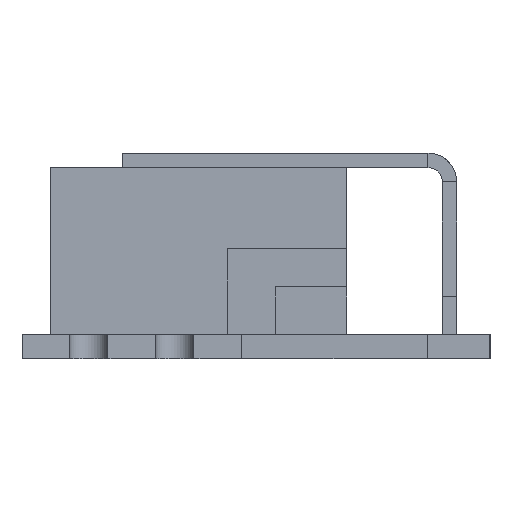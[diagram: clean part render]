
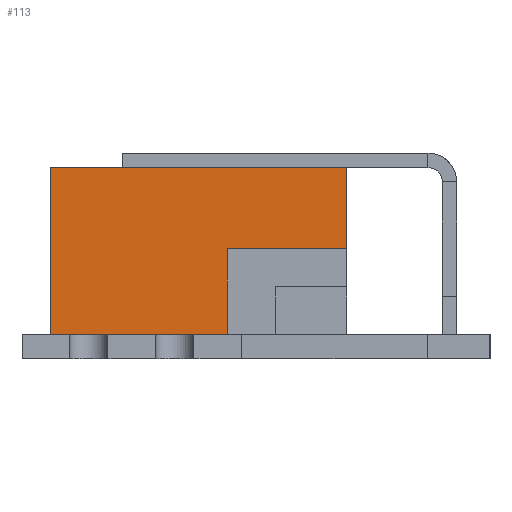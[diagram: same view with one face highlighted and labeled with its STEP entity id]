
A CAD part, left-side view. The second image highlights one B-rep face of the part: STEP entity #113.
In plain terms, the highlighted planar face has unit normal (-1, 0, 0).
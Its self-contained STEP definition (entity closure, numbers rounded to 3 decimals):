
#113=ADVANCED_FACE('',(#5178),#5180,.F.);
#5178=FACE_BOUND('',#5179,.T.);
#5179=EDGE_LOOP('',(#11944,#11945,#11946,#11947,#11948,#11949));
#5180=PLANE('',#5181);
#5181=AXIS2_PLACEMENT_3D('',#5182,#5183,#5184);
#5182=CARTESIAN_POINT('',(-6.9,-3.1,1.75));
#5183=DIRECTION('',(1.,0.,0.));
#5184=DIRECTION('',(0.,0.,-1.));
#11944=ORIENTED_EDGE('',*,*,#15040,.F.);
#11945=ORIENTED_EDGE('',*,*,#15041,.F.);
#11946=ORIENTED_EDGE('',*,*,#15042,.T.);
#11947=ORIENTED_EDGE('',*,*,#15043,.T.);
#11948=ORIENTED_EDGE('',*,*,#15044,.F.);
#11949=ORIENTED_EDGE('',*,*,#15045,.F.);
#15040=EDGE_CURVE('',#16602,#16603,#16604,.T.);
#15041=EDGE_CURVE('',#16605,#16602,#16606,.T.);
#15042=EDGE_CURVE('',#16605,#16607,#16608,.T.);
#15043=EDGE_CURVE('',#16607,#16609,#16610,.T.);
#15044=EDGE_CURVE('',#16611,#16609,#16612,.T.);
#15045=EDGE_CURVE('',#16603,#16611,#16613,.T.);
#16602=VERTEX_POINT('',#19208);
#16603=VERTEX_POINT('',#19209);
#16604=LINE('',#19210,#19211);
#16605=VERTEX_POINT('',#19213);
#16606=LINE('',#19214,#19215);
#16607=VERTEX_POINT('',#19217);
#16608=LINE('',#19218,#19219);
#16609=VERTEX_POINT('',#19221);
#16610=LINE('',#19222,#19223);
#16611=VERTEX_POINT('',#19225);
#16612=LINE('',#19226,#19227);
#16613=LINE('',#19229,#19230);
#19208=CARTESIAN_POINT('',(-6.9,-3.1,1.75));
#19209=CARTESIAN_POINT('',(-6.9,-3.1,0.05));
#19210=CARTESIAN_POINT('',(-6.9,-3.1,1.75));
#19211=VECTOR('',#19212,1.);
#19212=DIRECTION('',(0.,0.,-1.));
#19213=CARTESIAN_POINT('',(-6.9,3.1,1.75));
#19214=CARTESIAN_POINT('',(-6.9,3.1,1.75));
#19215=VECTOR('',#19216,1.);
#19216=DIRECTION('',(0.,-1.,0.));
#19217=CARTESIAN_POINT('',(-6.9,3.1,-1.75));
#19218=CARTESIAN_POINT('',(-6.9,3.1,1.75));
#19219=VECTOR('',#19220,1.);
#19220=DIRECTION('',(0.,0.,-1.));
#19221=CARTESIAN_POINT('',(-6.9,-0.6,-1.75));
#19222=CARTESIAN_POINT('',(-6.9,3.1,-1.75));
#19223=VECTOR('',#19224,1.);
#19224=DIRECTION('',(0.,-1.,0.));
#19225=CARTESIAN_POINT('',(-6.9,-0.6,0.05));
#19226=CARTESIAN_POINT('',(-6.9,-0.6,0.05));
#19227=VECTOR('',#19228,1.);
#19228=DIRECTION('',(0.,0.,-1.));
#19229=CARTESIAN_POINT('',(-6.9,-3.1,0.05));
#19230=VECTOR('',#19231,1.);
#19231=DIRECTION('',(0.,1.,0.));
